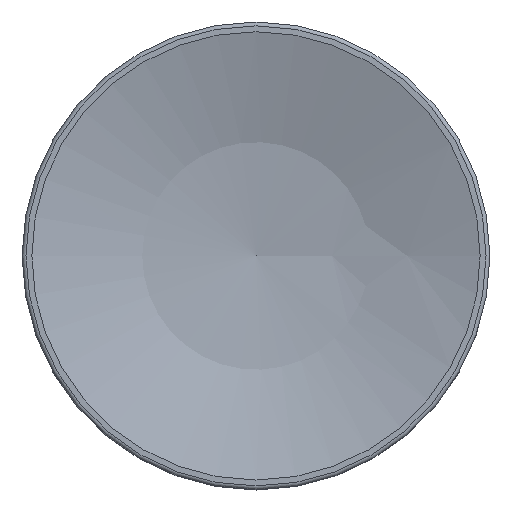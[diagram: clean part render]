
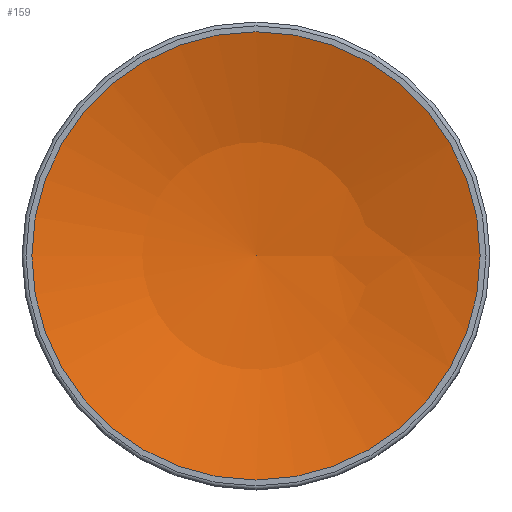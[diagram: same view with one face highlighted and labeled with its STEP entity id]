
A CAD part, top view. The second image highlights one B-rep face of the part: STEP entity #159.
In plain terms, the highlighted spherical face has radius 17.031 mm.
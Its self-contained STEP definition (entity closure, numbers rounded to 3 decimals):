
#159 = ADVANCED_FACE( '', ( #343 ), #344, .F. );
#343 = FACE_OUTER_BOUND( '', #542, .T. );
#344 = SPHERICAL_SURFACE( '', #543, 17.031 );
#542 = EDGE_LOOP( '', ( #939 ) );
#543 = AXIS2_PLACEMENT_3D( '', #940, #941, #942 );
#939 = ORIENTED_EDGE( '', *, *, #1235, .T. );
#940 = CARTESIAN_POINT( '', ( 0., 0., 26.531 ) );
#941 = DIRECTION( '', ( 0., 0., 1. ) );
#942 = DIRECTION( '', ( 1., 0., 0. ) );
#1235 = EDGE_CURVE( '', #1502, #1502, #1503, .T. );
#1502 = VERTEX_POINT( '', #1899 );
#1503 = CIRCLE( '', #1900, 5.75 );
#1899 = CARTESIAN_POINT( '', ( 5.75, 0., 10.5 ) );
#1900 = AXIS2_PLACEMENT_3D( '', #2178, #2179, #2180 );
#2178 = CARTESIAN_POINT( '', ( 0., 0., 10.5 ) );
#2179 = DIRECTION( '', ( 0., 0., 1. ) );
#2180 = DIRECTION( '', ( 1., 0., 0. ) );
